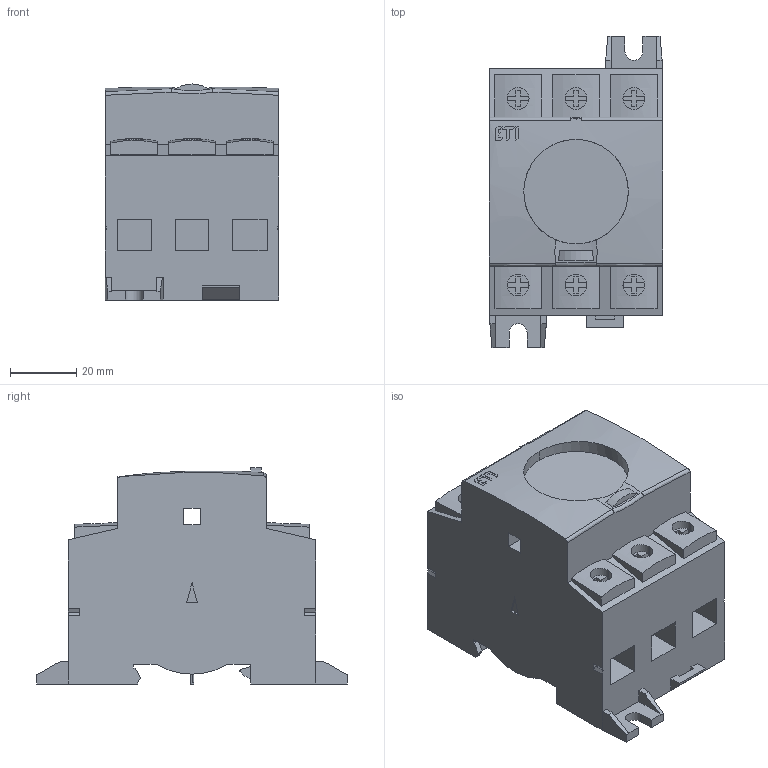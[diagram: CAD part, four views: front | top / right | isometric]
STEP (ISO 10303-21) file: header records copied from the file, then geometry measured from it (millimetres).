
FILE_DESCRIPTION((''),'2;1');
FILE_NAME('CLBS_100_3P_ASM','2021-09-17T',('marketing.praksa'),('Audax d.o.o.'),'CREO PARAMETRIC BY PTC INC, 2017480','CREO PARAMETRIC BY PTC INC, 2017480','');
FILE_SCHEMA(('AUTOMOTIVE_DESIGN { 1 0 10303 214 1 1 1 1 }'));
Length unit declared in the file: millimetre
Products named in the file (6): PRT9565; PRT9566; T2; PRT9567; PRT7049; CLBS_100_3P_ASM
Assembly tree (5 placements, depth 2):
  CLBS_100_3P_ASM
    PRT9565
    PRT9566
    T2
    PRT9567
    PRT7049
Bounding box: 52.5 x 94 x 65.3 mm (x, y, z)
Volume: 203284.1 mm3; surface area: 33276.3 mm2
Topology: 13 solids, 13 shells, 395 faces, 1068 edges, 718 vertices
Faces by surface type: plane 297, cylinder 87, torus 6, bspline 4, cone 1
Entity records: 19332 total; most frequent: CARTESIAN_POINT 2930, ORIENTED_EDGE 2136, DIRECTION 1926, PRESENTATION_STYLE_ASSIGNMENT 1476, STYLED_ITEM 1476, CURVE_STYLE 1068, EDGE_CURVE 1068, VECTOR 776
